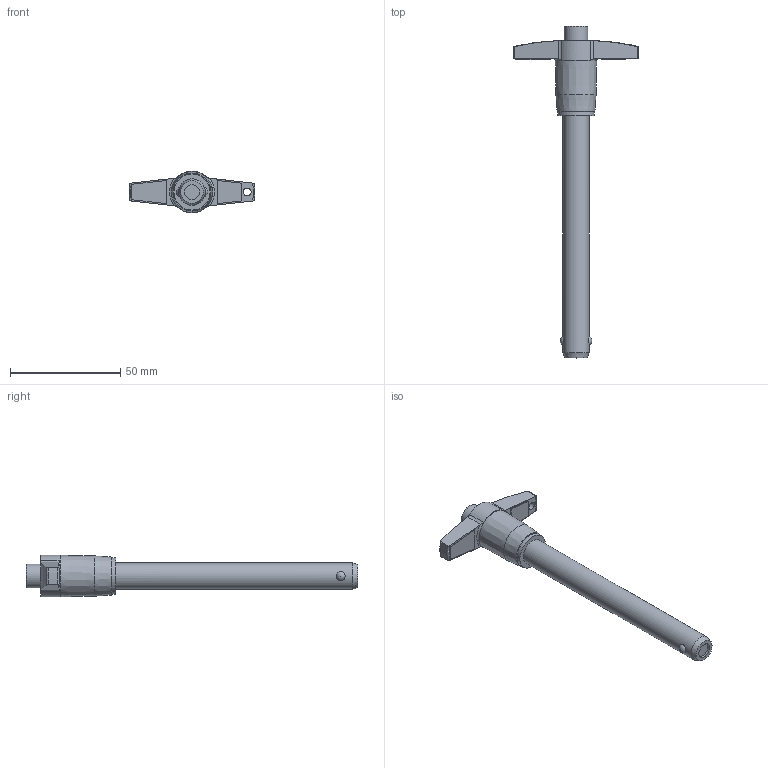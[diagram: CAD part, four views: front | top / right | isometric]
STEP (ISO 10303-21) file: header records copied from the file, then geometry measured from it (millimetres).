
FILE_DESCRIPTION( ( 'STEP AP214' ), '1' );
FILE_NAME( 'K0366.25812100__UNBETAETIGT_100_.stp', '2020-12-03T15:05:40', ( '' ), ( '' ), ' ', 'PARTsolutions', ' ' );
FILE_SCHEMA( ( 'AUTOMOTIVE_DESIGN { 1 0 10303 214 1 1 1 1 }' ) );
Length unit declared in the file: millimetre
Products named in the file (1): _K0366.25812100_(UNBETAETIGT_100)
Bounding box: 57.14 x 150.6 x 18.87 mm (x, y, z)
Volume: 24921.4 mm3; surface area: 8175.3 mm2
Topology: 1 solids, 1 shells, 52 faces, 129 edges, 85 vertices
Faces by surface type: plane 22, cylinder 17, torus 6, cone 4, sphere 2, bspline 1
Full cylindrical faces by diameter (mm): 3.58 x1, 6.76 x1, 10.7 x1, 12 x1, 16.38 x1
Entity records: 2133 total; most frequent: CARTESIAN_POINT 591, ORIENTED_EDGE 218, DIRECTION 208, EDGE_CURVE 109, AXIS2_PLACEMENT_3D 82, VERTEX_POINT 81, EDGE_LOOP 74, FACE_OUTER_BOUND 60
